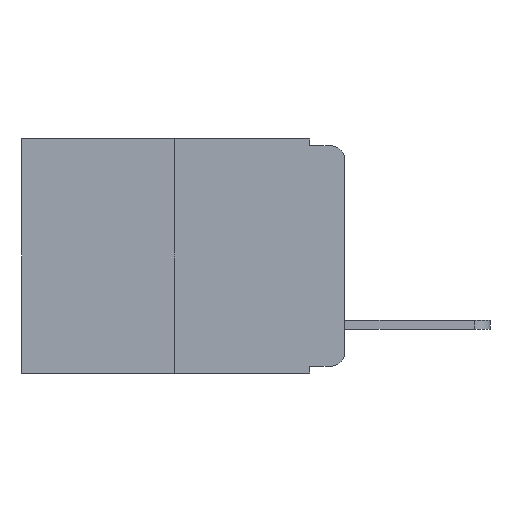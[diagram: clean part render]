
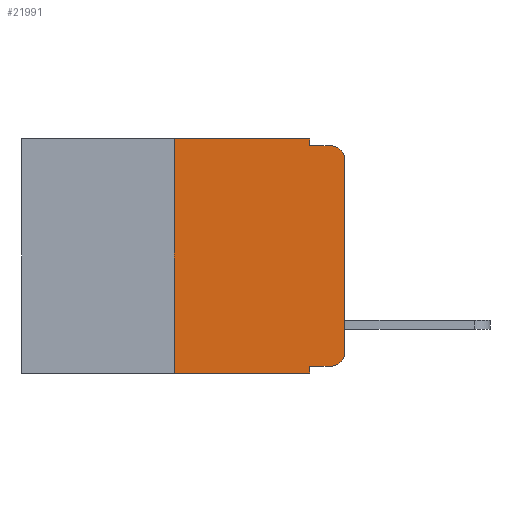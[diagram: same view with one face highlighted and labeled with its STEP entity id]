
A CAD part, left-side view. The second image highlights one B-rep face of the part: STEP entity #21991.
In plain terms, the highlighted planar face has unit normal (-1, 0, 0).
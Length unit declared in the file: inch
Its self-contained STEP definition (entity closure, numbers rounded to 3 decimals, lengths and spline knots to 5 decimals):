
#134 = CARTESIAN_POINT ( 'NONE',  ( 0., 0.051, -0.333 ) ) ;
#156 = LINE ( 'NONE', #2037, #21548 ) ;
#714 = CARTESIAN_POINT ( 'NONE',  ( 0., 0.051, -0.01 ) ) ;
#1027 = CARTESIAN_POINT ( 'NONE',  ( 0., 0.051, 0. ) ) ;
#1042 = CARTESIAN_POINT ( 'NONE',  ( 0., 0.051, -0.01 ) ) ;
#1185 = DIRECTION ( 'NONE',  ( -1., 0., 0. ) ) ;
#1278 = CARTESIAN_POINT ( 'NONE',  ( 0., 0.02, -0.313 ) ) ;
#1315 = CARTESIAN_POINT ( 'NONE',  ( 0., 0., -0.03 ) ) ;
#1375 = CARTESIAN_POINT ( 'NONE',  ( 0., 0.473, 0. ) ) ;
#2037 = CARTESIAN_POINT ( 'NONE',  ( 0., 0., 0. ) ) ;
#2063 = VERTEX_POINT ( 'NONE', #11516 ) ;
#3507 = VECTOR ( 'NONE', #23959, 39.37008 ) ;
#3681 = DIRECTION ( 'NONE',  ( 1., 0., 0. ) ) ;
#4250 = CARTESIAN_POINT ( 'NONE',  ( 0., 0.051, 0. ) ) ;
#4718 = LINE ( 'NONE', #4250, #17411 ) ;
#4883 = ORIENTED_EDGE ( 'NONE', *, *, #6858, .F. ) ;
#4951 = LINE ( 'NONE', #16205, #20049 ) ;
#5205 = ORIENTED_EDGE ( 'NONE', *, *, #6278, .T. ) ;
#5212 = EDGE_CURVE ( 'NONE', #24002, #2063, #16470, .T. ) ;
#5397 = CARTESIAN_POINT ( 'NONE',  ( 0., 0.02, -0.01 ) ) ;
#5444 = CIRCLE ( 'NONE', #6047, 0.02 ) ;
#5508 = VERTEX_POINT ( 'NONE', #9544 ) ;
#5712 = EDGE_CURVE ( 'NONE', #6016, #9610, #15220, .T. ) ;
#6016 = VERTEX_POINT ( 'NONE', #1315 ) ;
#6047 = AXIS2_PLACEMENT_3D ( 'NONE', #1278, #1185, #6878 ) ;
#6098 = VECTOR ( 'NONE', #10262, 39.37008 ) ;
#6278 = EDGE_CURVE ( 'NONE', #11004, #6016, #156, .T. ) ;
#6731 = DIRECTION ( 'NONE',  ( 0., -1., 0. ) ) ;
#6758 = CARTESIAN_POINT ( 'NONE',  ( 0., 0.02, -0.333 ) ) ;
#6858 = EDGE_CURVE ( 'NONE', #5508, #11901, #4951, .T. ) ;
#6878 = DIRECTION ( 'NONE',  ( 0., 0., -1. ) ) ;
#6964 = VERTEX_POINT ( 'NONE', #714 ) ;
#7950 = DIRECTION ( 'NONE',  ( 0., 0., 1. ) ) ;
#8259 = CARTESIAN_POINT ( 'NONE',  ( 0., 0.051, 0. ) ) ;
#8509 = CARTESIAN_POINT ( 'NONE',  ( 0., 0.473, 0. ) ) ;
#8690 = DIRECTION ( 'NONE',  ( 0., 0., 1. ) ) ;
#8693 = DIRECTION ( 'NONE',  ( 0., -1., 0. ) ) ;
#8824 = AXIS2_PLACEMENT_3D ( 'NONE', #1375, #3681, #23071 ) ;
#9415 = EDGE_CURVE ( 'NONE', #24002, #24829, #19893, .T. ) ;
#9544 = CARTESIAN_POINT ( 'NONE',  ( 0., 0.25, -0.343 ) ) ;
#9610 = VERTEX_POINT ( 'NONE', #5397 ) ;
#10168 = EDGE_LOOP ( 'NONE', ( #5205, #16224, #12327, #20624, #17567, #4883, #16641, #12651, #21752, #18797 ) ) ;
#10262 = DIRECTION ( 'NONE',  ( 0., -1., 0. ) ) ;
#10420 = DIRECTION ( 'NONE',  ( -1., 0., 0. ) ) ;
#10817 = EDGE_CURVE ( 'NONE', #24829, #11004, #5444, .T. ) ;
#11004 = VERTEX_POINT ( 'NONE', #24005 ) ;
#11385 = FACE_OUTER_BOUND ( 'NONE', #10168, .T. ) ;
#11516 = CARTESIAN_POINT ( 'NONE',  ( 0., 0.051, -0.343 ) ) ;
#11901 = VERTEX_POINT ( 'NONE', #18294 ) ;
#12327 = ORIENTED_EDGE ( 'NONE', *, *, #18748, .F. ) ;
#12651 = ORIENTED_EDGE ( 'NONE', *, *, #5212, .F. ) ;
#13396 = EDGE_CURVE ( 'NONE', #17096, #6964, #4718, .T. ) ;
#14295 = DIRECTION ( 'NONE',  ( 0., 0., -1. ) ) ;
#15220 = CIRCLE ( 'NONE', #19119, 0.02 ) ;
#15771 = DIRECTION ( 'NONE',  ( 0., 0., -1. ) ) ;
#16075 = VECTOR ( 'NONE', #6731, 39.37008 ) ;
#16205 = CARTESIAN_POINT ( 'NONE',  ( 0., 0.25, 0. ) ) ;
#16224 = ORIENTED_EDGE ( 'NONE', *, *, #5712, .T. ) ;
#16470 = LINE ( 'NONE', #1027, #3507 ) ;
#16641 = ORIENTED_EDGE ( 'NONE', *, *, #17179, .T. ) ;
#17096 = VERTEX_POINT ( 'NONE', #8259 ) ;
#17179 = EDGE_CURVE ( 'NONE', #5508, #2063, #18319, .T. ) ;
#17411 = VECTOR ( 'NONE', #15771, 39.37008 ) ;
#17567 = ORIENTED_EDGE ( 'NONE', *, *, #24586, .F. ) ;
#18168 = CARTESIAN_POINT ( 'NONE',  ( 0., 0.02, -0.03 ) ) ;
#18294 = CARTESIAN_POINT ( 'NONE',  ( 0., 0.25, 0. ) ) ;
#18319 = LINE ( 'NONE', #20655, #21016 ) ;
#18748 = EDGE_CURVE ( 'NONE', #6964, #9610, #20669, .T. ) ;
#18797 = ORIENTED_EDGE ( 'NONE', *, *, #10817, .T. ) ;
#18858 = LINE ( 'NONE', #8509, #6098 ) ;
#19119 = AXIS2_PLACEMENT_3D ( 'NONE', #18168, #10420, #14295 ) ;
#19638 = CARTESIAN_POINT ( 'NONE',  ( 0., 0.051, -0.333 ) ) ;
#19847 = DIRECTION ( 'NONE',  ( 0., -1., 0. ) ) ;
#19893 = LINE ( 'NONE', #134, #24398 ) ;
#20049 = VECTOR ( 'NONE', #8690, 39.37008 ) ;
#20624 = ORIENTED_EDGE ( 'NONE', *, *, #13396, .F. ) ;
#20655 = CARTESIAN_POINT ( 'NONE',  ( 0., 0.473, -0.343 ) ) ;
#20669 = LINE ( 'NONE', #1042, #16075 ) ;
#21016 = VECTOR ( 'NONE', #8693, 39.37008 ) ;
#21548 = VECTOR ( 'NONE', #7950, 39.37008 ) ;
#21752 = ORIENTED_EDGE ( 'NONE', *, *, #9415, .T. ) ;
#21991 = ADVANCED_FACE ( 'NONE', ( #11385 ), #22531, .F. ) ;
#22531 = PLANE ( 'NONE',  #8824 ) ;
#23071 = DIRECTION ( 'NONE',  ( 0., 0., -1. ) ) ;
#23959 = DIRECTION ( 'NONE',  ( 0., 0., -1. ) ) ;
#24002 = VERTEX_POINT ( 'NONE', #19638 ) ;
#24005 = CARTESIAN_POINT ( 'NONE',  ( 0., 0., -0.313 ) ) ;
#24398 = VECTOR ( 'NONE', #19847, 39.37008 ) ;
#24586 = EDGE_CURVE ( 'NONE', #11901, #17096, #18858, .T. ) ;
#24829 = VERTEX_POINT ( 'NONE', #6758 ) ;
